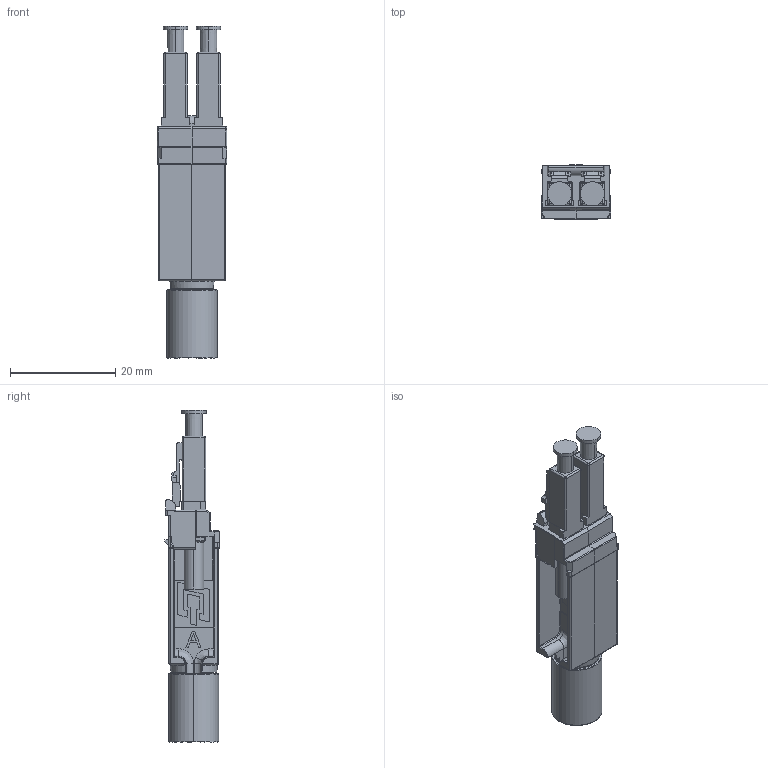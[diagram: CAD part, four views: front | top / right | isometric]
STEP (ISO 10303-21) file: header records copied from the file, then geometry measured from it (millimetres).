
FILE_DESCRIPTION (( 'STEP AP214' ), '1' );
FILE_NAME ('F80073A0001H50.STEP', '2015-02-04T08:50:52', ( '' ), ( '' ), 'SwSTEP 2.0', 'SolidWorks 2014', '' );
FILE_SCHEMA (( 'AUTOMOTIVE_DESIGN' ));
Length unit declared in the file: millimetre
Products named in the file (1): F80073A0001H50
Bounding box: 13.15 x 10.32 x 63.05 mm (x, y, z)
Volume: 3054.2 mm3; surface area: 6266.5 mm2
Topology: 10 solids, 11 shells, 849 faces, 2186 edges, 1366 vertices
Faces by surface type: plane 415, cylinder 258, bspline 84, cone 44, torus 34, sphere 14
Entity records: 45270 total; most frequent: CARTESIAN_POINT 15900, ORIENTED_EDGE 4356, DIRECTION 4004, EDGE_CURVE 2178, VERTEX_POINT 1366, LINE 1364, VECTOR 1364, AXIS2_PLACEMENT_3D 1320
